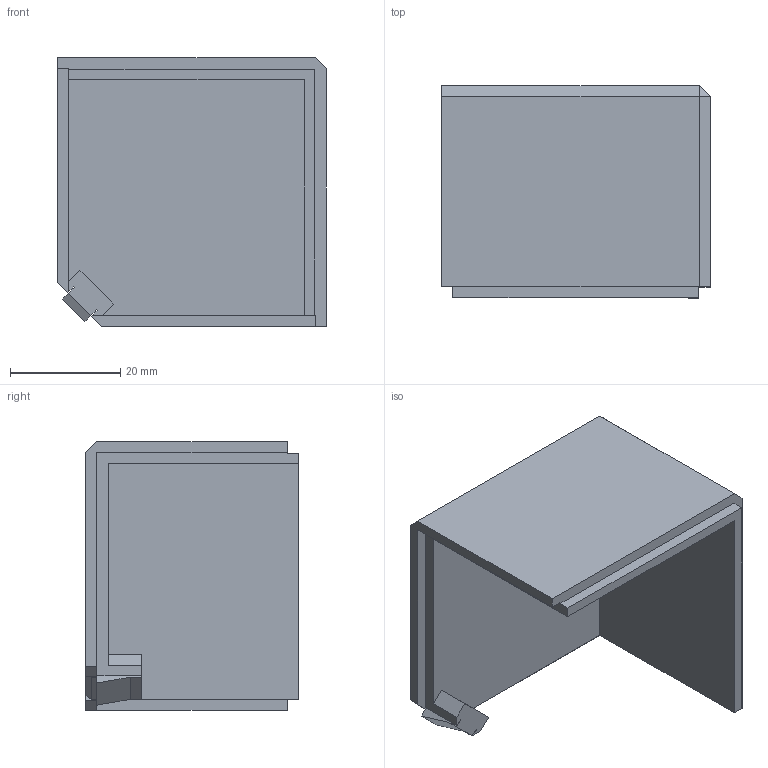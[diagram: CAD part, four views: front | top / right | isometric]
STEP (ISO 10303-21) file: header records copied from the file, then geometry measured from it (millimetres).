
FILE_DESCRIPTION(/* description */ (''),/* implementation_level */ '2;1');
FILE_NAME(/* name */ 'Corner Cap_v7.step',/* time_stamp */ '2024-02-15T15:43:03-05:00',/* author */ (''),/* organization */ (''),/* preprocessor_version */ 'ST-DEVELOPER v20',/* originating_system */ 'Autodesk Translation Framework v12.20.1.177',/* authorisation */ '');
FILE_SCHEMA (('AUTOMOTIVE_DESIGN { 1 0 10303 214 3 1 1 }'));
Length unit declared in the file: millimetre
Products named in the file (1): Corner Cap
Bounding box: 48.66 x 38.45 x 48.66 mm (x, y, z)
Volume: 21060.5 mm3; surface area: 12293.7 mm2
Topology: 1 solids, 1 shells, 43 faces, 118 edges, 77 vertices
Faces by surface type: plane 43
Entity records: 1365 total; most frequent: CARTESIAN_POINT 239, ORIENTED_EDGE 236, DIRECTION 206, LINE 118, VECTOR 118, EDGE_CURVE 118, VERTEX_POINT 77, AXIS2_PLACEMENT_3D 44
